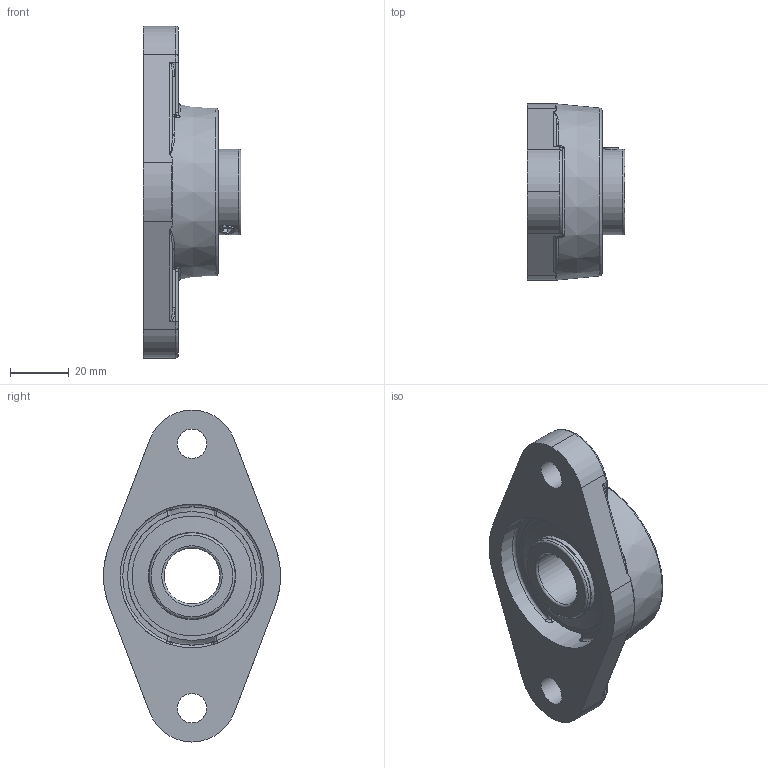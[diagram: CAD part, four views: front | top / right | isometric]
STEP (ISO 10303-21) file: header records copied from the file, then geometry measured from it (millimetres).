
FILE_DESCRIPTION(('HOOPS Exchange Step'),'2;1');
FILE_NAME('export-E414DD79-FB69-4D66-ADD6-4787BD02103F.stp','2020-05-29T09:18:53-07:00',('dkerr'),('Alibre'),'HOOPS Exchange 2020.0','Alibre','Unknown authorisation');
FILE_SCHEMA( ('AP242_MANAGED_MODEL_BASED_3D_ENGINEERING_MIM_LF {1 0 10303 442 1 1 4 }') );
Length unit declared in the file: inch
Products named in the file (7): MRN SFTM L4L 204; SUC 201-204 (7.938mm) (Ball Bearing); SUC 201-204 SHIELD; SUC 201-204 SetScrew; SUC 204-12 L4L (0.750inch) (Race); MRN SUC 204-12 L4L (0.750inch); MRN SUCSFTM 204-12 L4L (0.750inch)
Assembly tree (8 placements, depth 3):
  MRN SUCSFTM 204-12 L4L (0.750inch)
    MRN SFTM L4L 204
    MRN SUC 204-12 L4L (0.750inch)
      SUC 201-204 (7.938mm) (Ball Bearing)
      SUC 201-204 SHIELD  x2
      SUC 201-204 SetScrew  x2
      SUC 204-12 L4L (0.750inch) (Race)
Bounding box: 33.3 x 60.22 x 113 mm (x, y, z)
Volume: 64200.8 mm3; surface area: 31694.5 mm2
Topology: 15 solids, 15 shells, 188 faces, 480 edges, 293 vertices
Faces by surface type: cylinder 52, plane 51, bspline 38, torus 20, sphere 18, cone 9
Full cylindrical faces by diameter (mm): 4.917 x4, 10 x2, 19.05 x1, 29.21 x4, 29.718 x2, 40 x2, 40.792 x2, 48.895 x1, 54.25 x1
Entity records: 12808 total; most frequent: CARTESIAN_POINT 8714, DIRECTION 822, ORIENTED_EDGE 806, EDGE_CURVE 403, AXIS2_PLACEMENT_3D 355, VERTEX_POINT 262, CIRCLE 189, EDGE_LOOP 189
